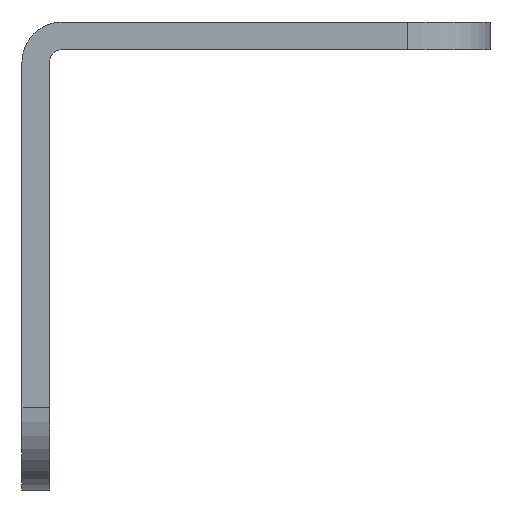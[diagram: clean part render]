
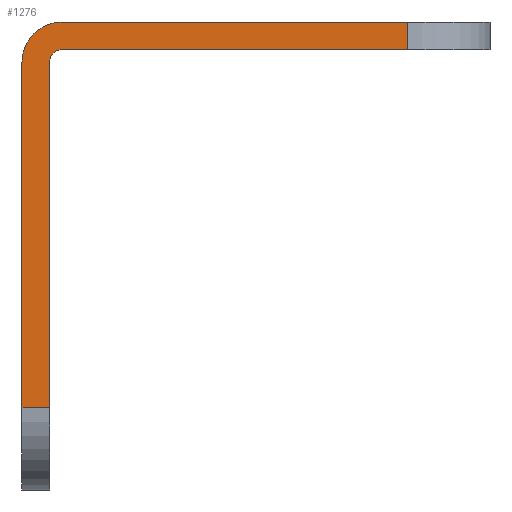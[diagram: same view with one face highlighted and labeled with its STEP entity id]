
A CAD part, left-side view. The second image highlights one B-rep face of the part: STEP entity #1276.
In plain terms, the highlighted planar face has unit normal (-1, 0, 0).
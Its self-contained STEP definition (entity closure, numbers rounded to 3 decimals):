
#238=FACE_OUTER_BOUND('',#306,.T.);
#306=EDGE_LOOP('',(#987,#988,#989,#990,#991,#992,#993,#994));
#537=CIRCLE('',#1349,0.74);
#538=CIRCLE('',#1350,2.34);
#661=LINE('',#1956,#685);
#662=LINE('',#1958,#686);
#663=LINE('',#1962,#687);
#664=LINE('',#1964,#688);
#665=LINE('',#1966,#689);
#666=LINE('',#1969,#690);
#685=VECTOR('',#1549,1.6);
#686=VECTOR('',#1550,20.06);
#687=VECTOR('',#1553,20.06);
#688=VECTOR('',#1554,1.6);
#689=VECTOR('',#1555,20.06);
#690=VECTOR('',#1558,20.06);
#711=VERTEX_POINT('',#1954);
#712=VERTEX_POINT('',#1955);
#713=VERTEX_POINT('',#1957);
#714=VERTEX_POINT('',#1959);
#715=VERTEX_POINT('',#1961);
#716=VERTEX_POINT('',#1963);
#717=VERTEX_POINT('',#1965);
#718=VERTEX_POINT('',#1967);
#843=EDGE_CURVE('',#711,#712,#661,.T.);
#844=EDGE_CURVE('',#713,#712,#662,.T.);
#845=EDGE_CURVE('',#713,#714,#537,.T.);
#846=EDGE_CURVE('',#715,#714,#663,.T.);
#847=EDGE_CURVE('',#715,#716,#664,.T.);
#848=EDGE_CURVE('',#717,#716,#665,.T.);
#849=EDGE_CURVE('',#717,#718,#538,.T.);
#850=EDGE_CURVE('',#711,#718,#666,.T.);
#987=ORIENTED_EDGE('',*,*,#843,.T.);
#988=ORIENTED_EDGE('',*,*,#844,.F.);
#989=ORIENTED_EDGE('',*,*,#845,.T.);
#990=ORIENTED_EDGE('',*,*,#846,.F.);
#991=ORIENTED_EDGE('',*,*,#847,.T.);
#992=ORIENTED_EDGE('',*,*,#848,.F.);
#993=ORIENTED_EDGE('',*,*,#849,.T.);
#994=ORIENTED_EDGE('',*,*,#850,.F.);
#1268=PLANE('',#1348);
#1276=ADVANCED_FACE('',(#238),#1268,.F.);
#1348=AXIS2_PLACEMENT_3D('',#1953,#1547,#1548);
#1349=AXIS2_PLACEMENT_3D('',#1960,#1551,#1552);
#1350=AXIS2_PLACEMENT_3D('',#1968,#1556,#1557);
#1547=DIRECTION('center_axis',(1.,0.,0.));
#1548=DIRECTION('ref_axis',(0.,0.,-1.));
#1549=DIRECTION('',(0.,-1.,0.));
#1550=DIRECTION('',(0.,0.,-1.));
#1551=DIRECTION('center_axis',(1.,0.,0.));
#1552=DIRECTION('ref_axis',(0.,1.,0.));
#1553=DIRECTION('',(0.,1.,0.));
#1554=DIRECTION('',(0.,0.,1.));
#1555=DIRECTION('',(0.,-1.,0.));
#1556=DIRECTION('center_axis',(-1.,0.,0.));
#1557=DIRECTION('ref_axis',(0.,0.,1.));
#1558=DIRECTION('',(0.,0.,1.));
#1953=CARTESIAN_POINT('Origin',(-72.,0.,0.));
#1954=CARTESIAN_POINT('',(-72.,0.,-22.4));
#1955=CARTESIAN_POINT('',(-72.,-1.6,-22.4));
#1956=CARTESIAN_POINT('',(-72.,0.,-22.4));
#1957=CARTESIAN_POINT('',(-72.,-1.6,-2.34));
#1958=CARTESIAN_POINT('',(-72.,-1.6,-2.34));
#1959=CARTESIAN_POINT('',(-72.,-2.34,-1.6));
#1960=CARTESIAN_POINT('Origin',(-72.,-2.34,-2.34));
#1961=CARTESIAN_POINT('',(-72.,-22.4,-1.6));
#1962=CARTESIAN_POINT('',(-72.,-22.4,-1.6));
#1963=CARTESIAN_POINT('',(-72.,-22.4,0.));
#1964=CARTESIAN_POINT('',(-72.,-22.4,-1.6));
#1965=CARTESIAN_POINT('',(-72.,-2.34,0.));
#1966=CARTESIAN_POINT('',(-72.,-2.34,0.));
#1967=CARTESIAN_POINT('',(-72.,0.,-2.34));
#1968=CARTESIAN_POINT('Origin',(-72.,-2.34,-2.34));
#1969=CARTESIAN_POINT('',(-72.,0.,-22.4));
